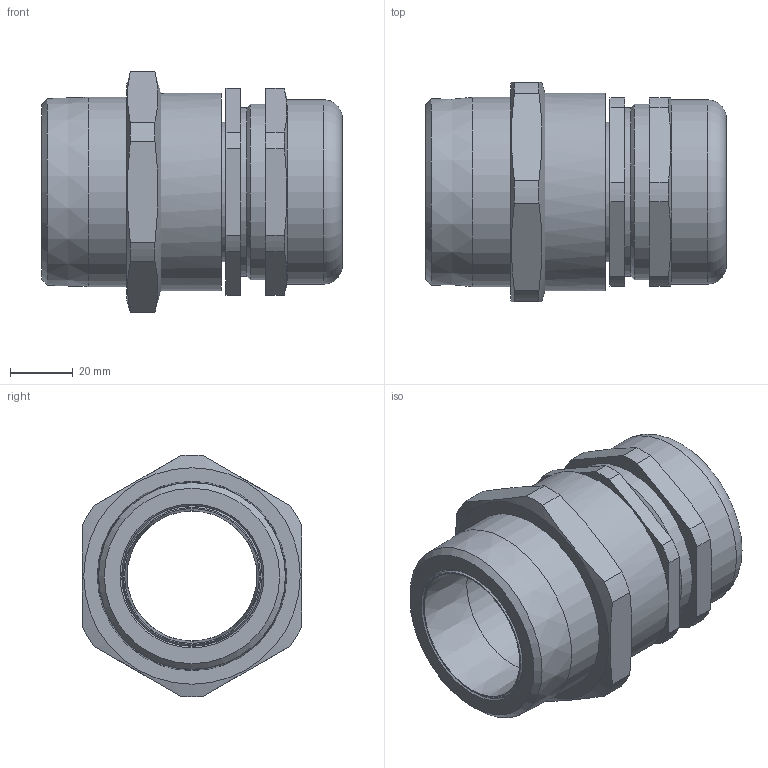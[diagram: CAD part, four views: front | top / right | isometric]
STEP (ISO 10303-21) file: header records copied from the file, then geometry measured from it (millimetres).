
FILE_DESCRIPTION (( 'STEP AP203' ), '1' );
FILE_NAME ('50PXSS2KREX1RA036.STEP', '2018-02-06T13:31:02', ( '' ), ( '' ), 'SwSTEP 2.0', 'SolidWorks 2017', '' );
FILE_SCHEMA (( 'CONFIG_CONTROL_DESIGN' ));
Length unit declared in the file: millimetre
Products named in the file (1): 50PXSS2KREX1RA036
Bounding box: 95.85 x 70 x 76.98 mm (x, y, z)
Surface area: 46583.7 mm2 (no closed solid volume)
Topology: 0 solids, 12 shells, 89 faces, 386 edges, 312 vertices
Faces by surface type: plane 35, cylinder 30, cone 13, bspline 10, torus 1
Full cylindrical faces by diameter (mm): 41.4 x1, 44.1 x1, 44.2 x1, 44.4 x1, 44.6 x1, 44.85 x1, 53.8 x1, 54.2 x1, 56 x1, 58.8 x1, 60.33 x1, 63 x1
Entity records: 5906 total; most frequent: CARTESIAN_POINT 3058, ORIENTED_EDGE 501, DIRECTION 467, EDGE_CURVE 354, VERTEX_POINT 306, VECTOR 157, LINE 157, AXIS2_PLACEMENT_3D 155
